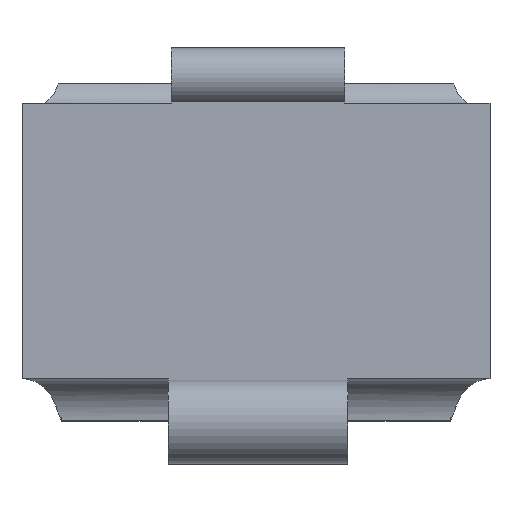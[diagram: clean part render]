
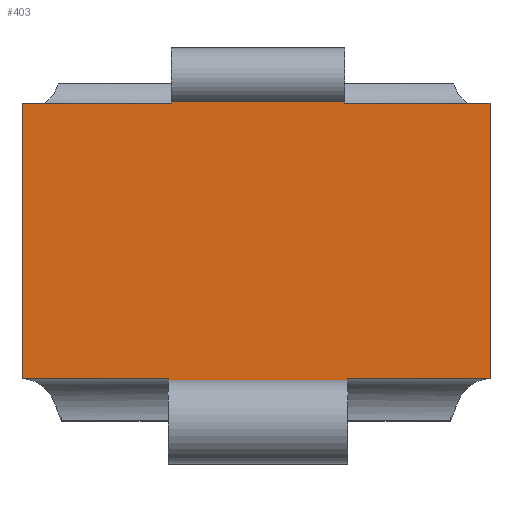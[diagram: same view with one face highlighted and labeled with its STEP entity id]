
A CAD part, top view. The second image highlights one B-rep face of the part: STEP entity #403.
In plain terms, the highlighted planar face has unit normal (0, 0, 1).
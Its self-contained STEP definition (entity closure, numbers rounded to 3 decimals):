
#32=PLANE('',#458);
#53=FACE_OUTER_BOUND('',#78,.T.);
#78=EDGE_LOOP('',(#360,#361,#362,#363,#364,#365,#366,#367,#368,#369,#370,
#371));
#102=LINE('',#608,#133);
#103=LINE('',#622,#134);
#106=LINE('',#640,#137);
#107=LINE('',#647,#138);
#109=LINE('',#653,#140);
#116=LINE('',#671,#147);
#117=LINE('',#675,#148);
#119=LINE('',#685,#150);
#120=LINE('',#696,#151);
#121=LINE('',#698,#152);
#123=LINE('',#703,#154);
#125=LINE('',#715,#156);
#133=VECTOR('',#480,10.);
#134=VECTOR('',#489,10.);
#137=VECTOR('',#500,10.);
#138=VECTOR('',#509,10.);
#140=VECTOR('',#515,10.);
#147=VECTOR('',#530,10.);
#148=VECTOR('',#537,10.);
#150=VECTOR('',#549,10.);
#151=VECTOR('',#554,10.);
#152=VECTOR('',#557,10.);
#154=VECTOR('',#563,10.);
#156=VECTOR('',#571,10.);
#173=VERTEX_POINT('',#605);
#174=VERTEX_POINT('',#607);
#177=VERTEX_POINT('',#620);
#181=VERTEX_POINT('',#637);
#182=VERTEX_POINT('',#639);
#184=VERTEX_POINT('',#645);
#186=VERTEX_POINT('',#651);
#192=VERTEX_POINT('',#669);
#193=VERTEX_POINT('',#670);
#196=VERTEX_POINT('',#683);
#198=VERTEX_POINT('',#694);
#199=VERTEX_POINT('',#702);
#213=EDGE_CURVE('',#173,#174,#102,.T.);
#218=EDGE_CURVE('',#173,#177,#103,.T.);
#224=EDGE_CURVE('',#182,#181,#106,.T.);
#228=EDGE_CURVE('',#177,#184,#107,.F.);
#231=EDGE_CURVE('',#184,#186,#109,.T.);
#239=EDGE_CURVE('',#192,#193,#116,.T.);
#242=EDGE_CURVE('',#186,#192,#117,.T.);
#247=EDGE_CURVE('',#193,#196,#119,.F.);
#250=EDGE_CURVE('',#196,#198,#120,.T.);
#251=EDGE_CURVE('',#181,#174,#121,.T.);
#253=EDGE_CURVE('',#199,#182,#123,.T.);
#257=EDGE_CURVE('',#199,#198,#125,.T.);
#360=ORIENTED_EDGE('',*,*,#231,.T.);
#361=ORIENTED_EDGE('',*,*,#242,.T.);
#362=ORIENTED_EDGE('',*,*,#239,.T.);
#363=ORIENTED_EDGE('',*,*,#247,.T.);
#364=ORIENTED_EDGE('',*,*,#250,.T.);
#365=ORIENTED_EDGE('',*,*,#257,.F.);
#366=ORIENTED_EDGE('',*,*,#253,.T.);
#367=ORIENTED_EDGE('',*,*,#224,.T.);
#368=ORIENTED_EDGE('',*,*,#251,.T.);
#369=ORIENTED_EDGE('',*,*,#213,.F.);
#370=ORIENTED_EDGE('',*,*,#218,.T.);
#371=ORIENTED_EDGE('',*,*,#228,.T.);
#403=ADVANCED_FACE('',(#53),#32,.T.);
#458=AXIS2_PLACEMENT_3D('',#716,#572,#573);
#480=DIRECTION('',(0.,-1.,0.));
#489=DIRECTION('',(1.,0.,0.));
#500=DIRECTION('',(0.,-1.,0.));
#509=DIRECTION('',(0.,-1.,0.));
#515=DIRECTION('',(-1.,0.,0.));
#530=DIRECTION('',(-1.,0.,0.));
#537=DIRECTION('',(0.,1.,0.));
#549=DIRECTION('',(0.,1.,0.));
#554=DIRECTION('',(-1.,0.,0.));
#557=DIRECTION('',(1.,0.,0.));
#563=DIRECTION('',(1.,0.,0.));
#571=DIRECTION('',(0.,1.,0.));
#572=DIRECTION('center_axis',(0.,0.,1.));
#573=DIRECTION('ref_axis',(1.,0.,0.));
#605=CARTESIAN_POINT('',(-22.297,7.8,-20.3));
#607=CARTESIAN_POINT('',(-22.297,7.7,-20.3));
#608=CARTESIAN_POINT('',(-22.297,3.45,-20.3));
#620=CARTESIAN_POINT('',(-12.794,7.8,-20.3));
#622=CARTESIAN_POINT('',(-28.297,7.8,-20.3));
#637=CARTESIAN_POINT('',(-34.297,7.7,-20.3));
#639=CARTESIAN_POINT('',(-34.297,7.8,-20.3));
#640=CARTESIAN_POINT('',(-34.297,3.45,-20.3));
#645=CARTESIAN_POINT('',(-12.794,26.214,-20.3));
#647=CARTESIAN_POINT('',(-12.794,2.,-20.3));
#651=CARTESIAN_POINT('',(-22.497,26.214,-20.3));
#653=CARTESIAN_POINT('',(-28.297,26.214,-20.3));
#669=CARTESIAN_POINT('',(-22.497,26.327,-20.3));
#670=CARTESIAN_POINT('',(-34.097,26.327,-20.3));
#671=CARTESIAN_POINT('',(-28.297,26.327,-20.3));
#675=CARTESIAN_POINT('',(-22.497,15.,-20.3));
#683=CARTESIAN_POINT('',(-34.097,26.214,-20.3));
#685=CARTESIAN_POINT('',(-34.097,15.,-20.3));
#694=CARTESIAN_POINT('',(-44.06,26.214,-20.3));
#696=CARTESIAN_POINT('',(-28.297,26.214,-20.3));
#698=CARTESIAN_POINT('',(-28.297,7.7,-20.3));
#702=CARTESIAN_POINT('',(-44.06,7.8,-20.3));
#703=CARTESIAN_POINT('',(-28.297,7.8,-20.3));
#715=CARTESIAN_POINT('',(-44.06,2.,-20.3));
#716=CARTESIAN_POINT('Origin',(-44.06,2.,-20.3));
